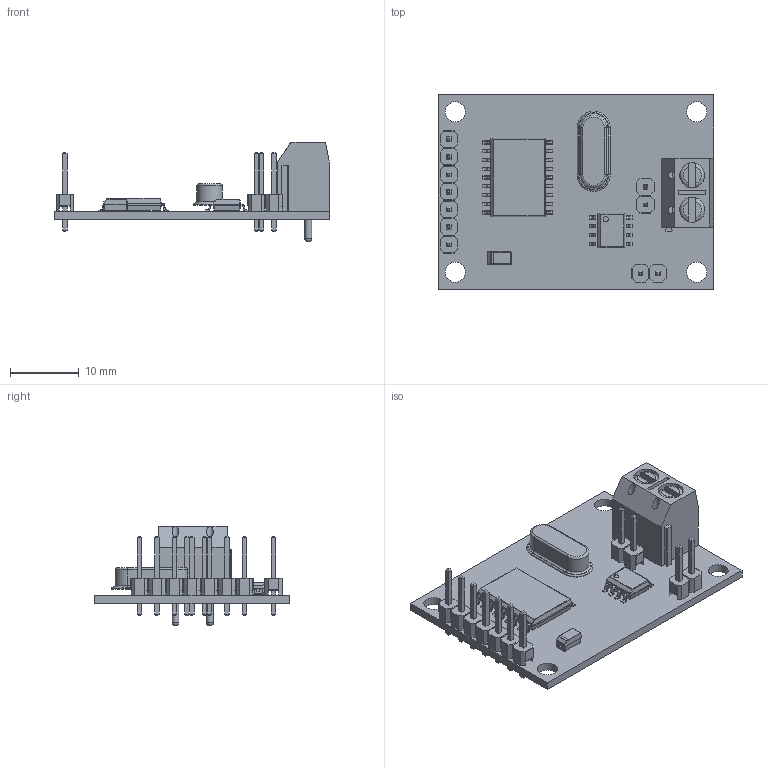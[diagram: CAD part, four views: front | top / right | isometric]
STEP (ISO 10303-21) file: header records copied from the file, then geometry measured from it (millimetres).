
FILE_DESCRIPTION(/* description */ (''),/* implementation_level */ '2;1');
FILE_NAME(/* name */ 'MCP2515.step',/* time_stamp */ '2024-05-30T10:00:14-05:00',/* author */ (''),/* organization */ (''),/* preprocessor_version */ 'ST-DEVELOPER v20',/* originating_system */ 'Autodesk Translation Framework v13.14.0.145',/* authorisation */ '');
FILE_SCHEMA (('AUTOMOTIVE_DESIGN { 1 0 10303 214 3 1 1 }'));
Products named in the file (2): CAN_CONTROLLER_MCP2515_PCB; Fusion014
Assembly tree (1 placements, depth 2):
  CAN_CONTROLLER_MCP2515_PCB
    Fusion014
Bounding box: 39.9 x 28.2 x 14.4 mm (x, y, z)
Volume: 2306.3 mm3; surface area: 4665.4 mm2
Topology: 2 solids, 2 shells, 1464 faces, 3693 edges, 2205 vertices
Faces by surface type: plane 859, cylinder 342, bspline 187, sphere 58, torus 14, cone 4
Full cylindrical faces by diameter (mm): 0.75 x1, 1 x4, 1.8 x2, 2 x2, 2.5 x2, 2.6 x2, 2.9 x6, 3 x2, 3.6 x2, 3.64 x2
Entity records: 60886 total; most frequent: CARTESIAN_POINT 25291, ORIENTED_EDGE 7332, DIRECTION 6636, EDGE_CURVE 3666, LINE 2544, VECTOR 2544, VERTEX_POINT 2203, AXIS2_PLACEMENT_3D 2046
